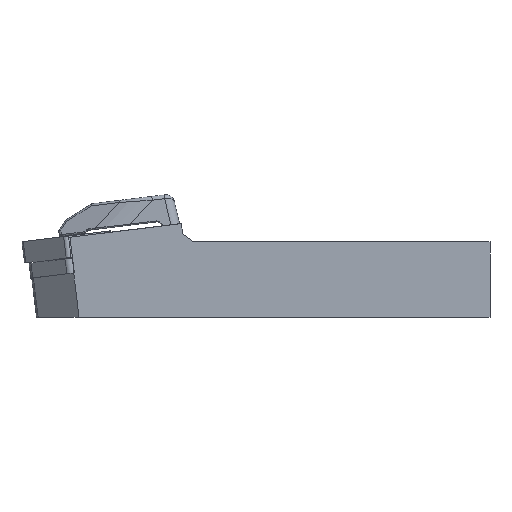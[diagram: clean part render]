
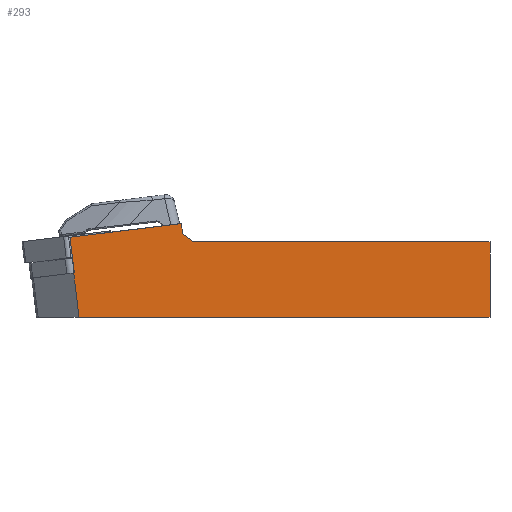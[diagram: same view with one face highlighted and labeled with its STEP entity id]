
A CAD part, front view. The second image highlights one B-rep face of the part: STEP entity #293.
In plain terms, the highlighted planar face has unit normal (0, -1, 0).
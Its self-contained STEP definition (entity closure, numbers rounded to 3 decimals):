
#293=ADVANCED_FACE('',(#436),#394,.T.);
#394=PLANE('',#1797);
#436=FACE_OUTER_BOUND('',#531,.T.);
#531=EDGE_LOOP('',(#657,#658,#659,#660,#661,#662,#663,#664,#665));
#657=ORIENTED_EDGE('',*,*,#1290,.F.);
#658=ORIENTED_EDGE('',*,*,#1291,.F.);
#659=ORIENTED_EDGE('',*,*,#1292,.T.);
#660=ORIENTED_EDGE('',*,*,#1293,.T.);
#661=ORIENTED_EDGE('',*,*,#1294,.T.);
#662=ORIENTED_EDGE('',*,*,#1295,.F.);
#663=ORIENTED_EDGE('',*,*,#1296,.T.);
#664=ORIENTED_EDGE('',*,*,#1297,.F.);
#665=ORIENTED_EDGE('',*,*,#1298,.T.);
#1137=VERTEX_POINT('',#2538);
#1138=VERTEX_POINT('',#2539);
#1139=VERTEX_POINT('',#2541);
#1140=VERTEX_POINT('',#2543);
#1141=VERTEX_POINT('',#2545);
#1142=VERTEX_POINT('',#2547);
#1143=VERTEX_POINT('',#2549);
#1144=VERTEX_POINT('',#2551);
#1145=VERTEX_POINT('',#2553);
#1290=EDGE_CURVE('',#1137,#1138,#1529,.T.);
#1291=EDGE_CURVE('',#1139,#1137,#1530,.T.);
#1292=EDGE_CURVE('',#1139,#1140,#1531,.T.);
#1293=EDGE_CURVE('',#1140,#1141,#1532,.T.);
#1294=EDGE_CURVE('',#1141,#1142,#1533,.T.);
#1295=EDGE_CURVE('',#1143,#1142,#1534,.T.);
#1296=EDGE_CURVE('',#1143,#1144,#1535,.T.);
#1297=EDGE_CURVE('',#1145,#1144,#1536,.T.);
#1298=EDGE_CURVE('',#1145,#1138,#1537,.T.);
#1529=LINE('',#2537,#1668);
#1530=LINE('',#2540,#1669);
#1531=LINE('',#2542,#1670);
#1532=LINE('',#2544,#1671);
#1533=LINE('',#2546,#1672);
#1534=LINE('',#2548,#1673);
#1535=LINE('',#2550,#1674);
#1536=LINE('',#2552,#1675);
#1537=LINE('',#2554,#1676);
#1668=VECTOR('',#2011,1.);
#1669=VECTOR('',#2012,1.);
#1670=VECTOR('',#2013,1.);
#1671=VECTOR('',#2014,1.);
#1672=VECTOR('',#2015,1.);
#1673=VECTOR('',#2016,1.);
#1674=VECTOR('',#2017,1.);
#1675=VECTOR('',#2018,1.);
#1676=VECTOR('',#2019,1.);
#1797=AXIS2_PLACEMENT_3D('',#2555,#2020,#2021);
#2011=DIRECTION('',(-0.122,0.,0.993));
#2012=DIRECTION('',(0.993,0.,0.122));
#2013=DIRECTION('',(0.122,0.,-0.993));
#2014=DIRECTION('',(1.,0.,0.));
#2015=DIRECTION('',(0.,0.,1.));
#2016=DIRECTION('',(1.,0.,0.));
#2017=DIRECTION('',(-0.819,0.,0.574));
#2018=DIRECTION('',(0.174,0.,-0.985));
#2019=DIRECTION('',(-0.993,0.,-0.122));
#2020=DIRECTION('',(0.,-1.,0.));
#2021=DIRECTION('',(1.,0.,0.));
#2537=CARTESIAN_POINT('',(-96.655,-5.936,12.698));
#2538=CARTESIAN_POINT('',(-94.841,-5.936,-2.079));
#2539=CARTESIAN_POINT('',(-95.772,-5.936,5.504));
#2540=CARTESIAN_POINT('',(-107.376,-5.936,-3.618));
#2541=CARTESIAN_POINT('',(-94.974,-5.936,-2.096));
#2542=CARTESIAN_POINT('',(-112.953,-5.936,144.326));
#2543=CARTESIAN_POINT('',(-93.82,-5.936,-11.5));
#2544=CARTESIAN_POINT('',(-106.409,-5.936,-11.5));
#2545=CARTESIAN_POINT('',(-6.409,-5.936,-11.5));
#2546=CARTESIAN_POINT('',(-6.409,-5.936,-11.5));
#2547=CARTESIAN_POINT('',(-6.409,-5.936,4.5));
#2548=CARTESIAN_POINT('',(-106.409,-5.936,4.5));
#2549=CARTESIAN_POINT('',(-69.409,-5.936,4.5));
#2550=CARTESIAN_POINT('',(-71.69,-5.936,6.098));
#2551=CARTESIAN_POINT('',(-71.69,-5.936,6.098));
#2552=CARTESIAN_POINT('',(-69.728,-5.936,-5.032));
#2553=CARTESIAN_POINT('',(-72.098,-5.936,8.411));
#2554=CARTESIAN_POINT('',(-108.308,-5.936,3.965));
#2555=CARTESIAN_POINT('',(-106.409,-5.936,-11.5));
